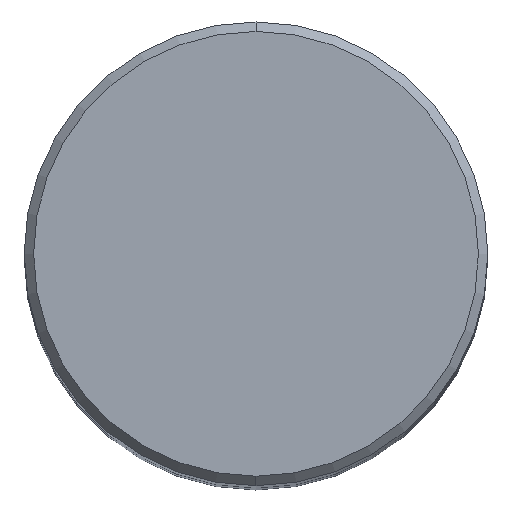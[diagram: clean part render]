
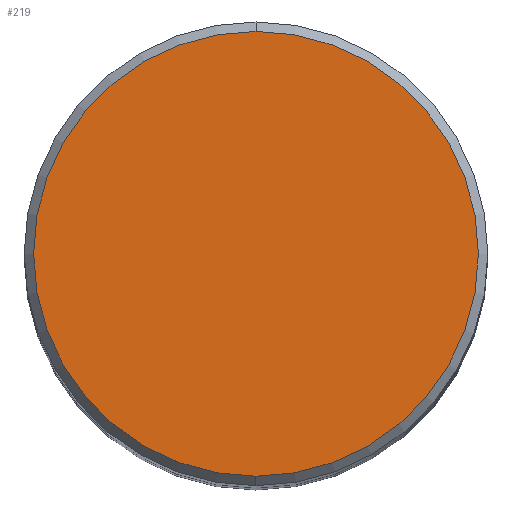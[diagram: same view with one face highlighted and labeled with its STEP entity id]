
A CAD part, top view. The second image highlights one B-rep face of the part: STEP entity #219.
In plain terms, the highlighted planar face has unit normal (0, 0, 1).
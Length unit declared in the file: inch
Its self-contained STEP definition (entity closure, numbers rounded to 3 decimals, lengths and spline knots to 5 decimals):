
#33 = AXIS2_PLACEMENT_3D ( 'NONE', #229, #35, #218 ) ;
#35 = DIRECTION ( 'NONE',  ( 0., 0., -1. ) ) ;
#61 = EDGE_CURVE ( 'NONE', #368, #149, #341, .T. ) ;
#75 = EDGE_LOOP ( 'NONE', ( #408, #183 ) ) ;
#124 = AXIS2_PLACEMENT_3D ( 'NONE', #347, #133, #311 ) ;
#133 = DIRECTION ( 'NONE',  ( 0., 0., 1. ) ) ;
#143 = CARTESIAN_POINT ( 'NONE',  ( 0., 0., 0. ) ) ;
#148 = CIRCLE ( 'NONE', #124, 0.47215 ) ;
#149 = VERTEX_POINT ( 'NONE', #154 ) ;
#154 = CARTESIAN_POINT ( 'NONE',  ( 0., -0.47215, 0. ) ) ;
#163 = AXIS2_PLACEMENT_3D ( 'NONE', #143, #164, #389 ) ;
#164 = DIRECTION ( 'NONE',  ( 0., 0., 1. ) ) ;
#177 = CARTESIAN_POINT ( 'NONE',  ( 0., 0.47215, 0. ) ) ;
#183 = ORIENTED_EDGE ( 'NONE', *, *, #380, .T. ) ;
#218 = DIRECTION ( 'NONE',  ( 0., 1., 0. ) ) ;
#219 = ADVANCED_FACE ( 'NONE', ( #394 ), #324, .F. ) ;
#229 = CARTESIAN_POINT ( 'NONE',  ( 0., 0.47215, 0. ) ) ;
#311 = DIRECTION ( 'NONE',  ( 0., -1., 0. ) ) ;
#324 = PLANE ( 'NONE',  #33 ) ;
#341 = CIRCLE ( 'NONE', #163, 0.47215 ) ;
#347 = CARTESIAN_POINT ( 'NONE',  ( 0., 0., 0. ) ) ;
#368 = VERTEX_POINT ( 'NONE', #177 ) ;
#380 = EDGE_CURVE ( 'NONE', #149, #368, #148, .T. ) ;
#389 = DIRECTION ( 'NONE',  ( 0., -1., 0. ) ) ;
#394 = FACE_OUTER_BOUND ( 'NONE', #75, .T. ) ;
#408 = ORIENTED_EDGE ( 'NONE', *, *, #61, .T. ) ;
